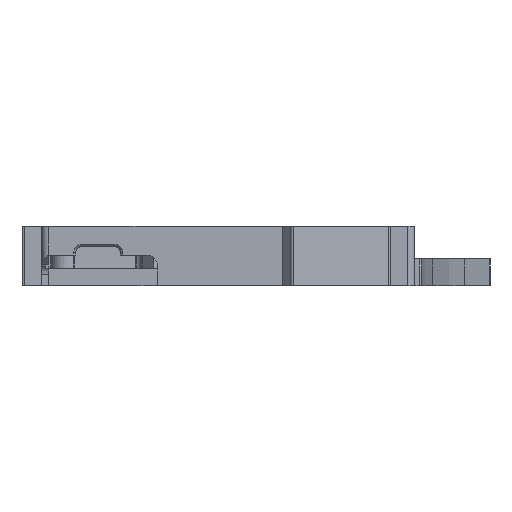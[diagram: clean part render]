
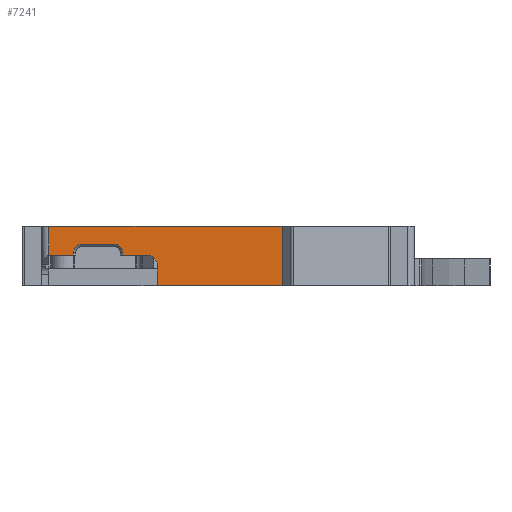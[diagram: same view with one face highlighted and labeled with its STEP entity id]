
A CAD part, left-side view. The second image highlights one B-rep face of the part: STEP entity #7241.
In plain terms, the highlighted planar face has unit normal (-1, 0, 0).
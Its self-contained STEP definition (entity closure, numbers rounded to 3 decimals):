
#353=FACE_OUTER_BOUND('',#774,.T.);
#774=EDGE_LOOP('',(#5806,#5807,#5808,#5809,#5810,#5811,#5812,#5813,#5814,
#5815,#5816,#5817,#5818));
#999=CIRCLE('',#7595,2.);
#1001=CIRCLE('',#7600,1.7);
#1002=CIRCLE('',#7603,1.7);
#1059=LINE('',#9768,#2001);
#1447=LINE('',#10621,#2389);
#1448=LINE('',#10624,#2390);
#1451=LINE('',#10632,#2393);
#1455=LINE('',#10641,#2397);
#1456=LINE('',#10645,#2398);
#1594=LINE('',#10985,#2536);
#1659=LINE('',#11124,#2601);
#1661=LINE('',#11128,#2603);
#1662=LINE('',#11129,#2604);
#2001=VECTOR('',#7901,10.);
#2389=VECTOR('',#8637,10.);
#2390=VECTOR('',#8640,10.);
#2393=VECTOR('',#8649,10.);
#2397=VECTOR('',#8659,10.);
#2398=VECTOR('',#8664,10.);
#2536=VECTOR('',#8914,10.);
#2601=VECTOR('',#9037,10.);
#2603=VECTOR('',#9041,10.);
#2604=VECTOR('',#9042,10.);
#2947=VERTEX_POINT('',#9765);
#2948=VERTEX_POINT('',#9767);
#3235=VERTEX_POINT('',#10609);
#3236=VERTEX_POINT('',#10610);
#3239=VERTEX_POINT('',#10618);
#3240=VERTEX_POINT('',#10623);
#3241=VERTEX_POINT('',#10627);
#3242=VERTEX_POINT('',#10631);
#3243=VERTEX_POINT('',#10635);
#3244=VERTEX_POINT('',#10639);
#3245=VERTEX_POINT('',#10643);
#3423=VERTEX_POINT('',#11123);
#3424=VERTEX_POINT('',#11127);
#3629=EDGE_CURVE('',#2947,#2948,#1059,.T.);
#4047=EDGE_CURVE('',#3235,#3236,#999,.T.);
#4053=EDGE_CURVE('',#3239,#3235,#1447,.T.);
#4054=EDGE_CURVE('',#3239,#3240,#1448,.T.);
#4056=EDGE_CURVE('',#3240,#3241,#1001,.T.);
#4058=EDGE_CURVE('',#3241,#3242,#1451,.T.);
#4060=EDGE_CURVE('',#3242,#3243,#1002,.T.);
#4063=EDGE_CURVE('',#3243,#3244,#1455,.T.);
#4065=EDGE_CURVE('',#3245,#2947,#1456,.T.);
#4218=EDGE_CURVE('',#3245,#3244,#1594,.T.);
#4289=EDGE_CURVE('',#3236,#3423,#1659,.T.);
#4291=EDGE_CURVE('',#3424,#3423,#1661,.T.);
#4292=EDGE_CURVE('',#3424,#2948,#1662,.T.);
#5806=ORIENTED_EDGE('',*,*,#4065,.F.);
#5807=ORIENTED_EDGE('',*,*,#4218,.T.);
#5808=ORIENTED_EDGE('',*,*,#4063,.F.);
#5809=ORIENTED_EDGE('',*,*,#4060,.F.);
#5810=ORIENTED_EDGE('',*,*,#4058,.F.);
#5811=ORIENTED_EDGE('',*,*,#4056,.F.);
#5812=ORIENTED_EDGE('',*,*,#4054,.F.);
#5813=ORIENTED_EDGE('',*,*,#4053,.T.);
#5814=ORIENTED_EDGE('',*,*,#4047,.T.);
#5815=ORIENTED_EDGE('',*,*,#4289,.T.);
#5816=ORIENTED_EDGE('',*,*,#4291,.F.);
#5817=ORIENTED_EDGE('',*,*,#4292,.T.);
#5818=ORIENTED_EDGE('',*,*,#3629,.F.);
#6887=PLANE('',#7692);
#7241=ADVANCED_FACE('',(#353),#6887,.T.);
#7595=AXIS2_PLACEMENT_3D('',#10611,#8627,#8628);
#7600=AXIS2_PLACEMENT_3D('',#10628,#8644,#8645);
#7603=AXIS2_PLACEMENT_3D('',#10636,#8653,#8654);
#7692=AXIS2_PLACEMENT_3D('',#11126,#9039,#9040);
#7901=DIRECTION('',(0.,-1.,0.));
#8627=DIRECTION('center_axis',(1.,0.,0.));
#8628=DIRECTION('ref_axis',(0.,-1.,0.));
#8637=DIRECTION('',(0.,-1.,0.));
#8640=DIRECTION('',(0.,0.,1.));
#8644=DIRECTION('center_axis',(-1.,0.,0.));
#8645=DIRECTION('ref_axis',(0.,-1.,0.));
#8649=DIRECTION('',(0.,1.,0.));
#8653=DIRECTION('center_axis',(-1.,0.,0.));
#8654=DIRECTION('ref_axis',(0.,0.,
1.));
#8659=DIRECTION('',(0.,0.,-1.));
#8664=DIRECTION('',(0.,0.,1.));
#8914=DIRECTION('',(0.,-1.,0.));
#9037=DIRECTION('',(0.,0.,-1.));
#9039=DIRECTION('center_axis',(-1.,0.,0.));
#9040=DIRECTION('ref_axis',(0.,-1.,0.));
#9041=DIRECTION('',(0.,1.,0.));
#9042=DIRECTION('',(0.,0.,1.));
#9765=CARTESIAN_POINT('',(28.638,-49.155,10.5));
#9767=CARTESIAN_POINT('',(28.638,-98.604,10.5));
#9768=CARTESIAN_POINT('',(28.638,-98.604,10.5));
#10609=CARTESIAN_POINT('',(28.638,-70.1,4.395));
#10610=CARTESIAN_POINT('',(28.638,-72.1,2.395));
#10611=CARTESIAN_POINT('Origin',(28.638,-70.1,2.395));
#10618=CARTESIAN_POINT('',(28.638,-64.8,4.395));
#10621=CARTESIAN_POINT('',(28.638,-48.405,4.395));
#10623=CARTESIAN_POINT('',(28.638,-64.8,4.98));
#10624=CARTESIAN_POINT('',(28.638,-64.8,2.49));
#10627=CARTESIAN_POINT('',(28.638,-63.1,6.68));
#10628=CARTESIAN_POINT('Origin',(28.638,-63.1,4.98));
#10631=CARTESIAN_POINT('',(28.638,-56.1,6.68));
#10632=CARTESIAN_POINT('',(28.638,-51.878,6.68));
#10635=CARTESIAN_POINT('',(28.638,-54.4,4.98));
#10636=CARTESIAN_POINT('Origin',(28.638,-56.1,4.98));
#10639=CARTESIAN_POINT('',(28.638,-54.4,4.395));
#10641=CARTESIAN_POINT('',(28.638,-54.4,1.905));
#10643=CARTESIAN_POINT('',(28.638,-49.155,4.395));
#10645=CARTESIAN_POINT('',(28.638,-49.155,0.));
#10985=CARTESIAN_POINT('',(28.638,-48.405,4.395));
#11123=CARTESIAN_POINT('',(28.638,-72.1,-2.));
#11124=CARTESIAN_POINT('',(28.638,-72.1,1.198));
#11126=CARTESIAN_POINT('Origin',(28.638,-47.655,0.));
#11127=CARTESIAN_POINT('',(28.638,-98.604,-2.));
#11128=CARTESIAN_POINT('',(28.638,-98.604,-2.));
#11129=CARTESIAN_POINT('',(28.638,-98.604,0.));
